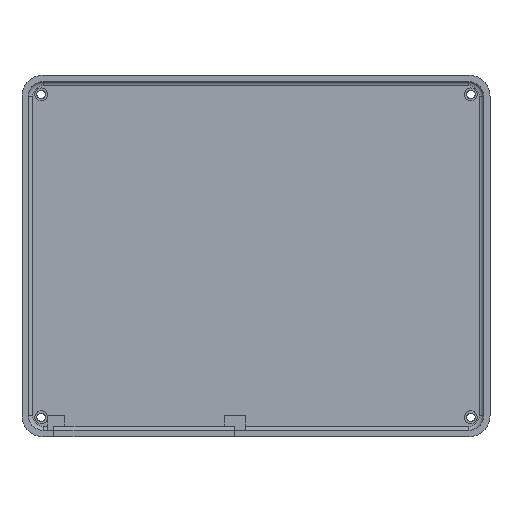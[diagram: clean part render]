
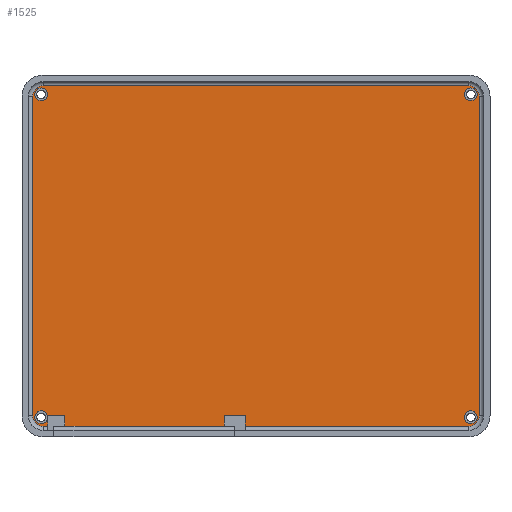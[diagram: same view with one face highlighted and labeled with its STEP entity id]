
A CAD part, front view. The second image highlights one B-rep face of the part: STEP entity #1525.
In plain terms, the highlighted planar face has unit normal (0, -1, 0).
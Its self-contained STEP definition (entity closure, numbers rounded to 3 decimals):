
#34=FACE_BOUND('',#185,.T.);
#35=FACE_BOUND('',#186,.T.);
#36=FACE_BOUND('',#187,.T.);
#37=FACE_BOUND('',#188,.T.);
#86=FACE_OUTER_BOUND('',#184,.T.);
#184=EDGE_LOOP('',(#1084,#1085,#1086,#1087,#1088,#1089,#1090,#1091,#1092,
#1093,#1094,#1095,#1096,#1097,#1098,#1099));
#185=EDGE_LOOP('',(#1100));
#186=EDGE_LOOP('',(#1101));
#187=EDGE_LOOP('',(#1102));
#188=EDGE_LOOP('',(#1103));
#273=LINE('',#2233,#432);
#274=LINE('',#2239,#433);
#277=LINE('',#2247,#436);
#278=LINE('',#2253,#437);
#281=LINE('',#2260,#440);
#283=LINE('',#2263,#442);
#295=LINE('',#2286,#454);
#317=LINE('',#2346,#476);
#318=LINE('',#2350,#477);
#319=LINE('',#2354,#478);
#320=LINE('',#2357,#479);
#321=LINE('',#2358,#480);
#432=VECTOR('',#1774,10.);
#433=VECTOR('',#1779,10.);
#436=VECTOR('',#1786,10.);
#437=VECTOR('',#1791,10.);
#440=VECTOR('',#1798,10.);
#442=VECTOR('',#1802,10.);
#454=VECTOR('',#1822,10.);
#476=VECTOR('',#1868,10.);
#477=VECTOR('',#1871,10.);
#478=VECTOR('',#1874,10.);
#479=VECTOR('',#1877,10.);
#480=VECTOR('',#1878,10.);
#600=CIRCLE('',#1641,3.);
#601=CIRCLE('',#1644,5.);
#602=CIRCLE('',#1645,5.);
#603=CIRCLE('',#1646,5.);
#604=CIRCLE('',#1647,5.);
#605=CIRCLE('',#1648,3.);
#606=CIRCLE('',#1649,3.);
#607=CIRCLE('',#1650,3.);
#653=VERTEX_POINT('',#2229);
#654=VERTEX_POINT('',#2231);
#655=VERTEX_POINT('',#2235);
#657=VERTEX_POINT('',#2238);
#659=VERTEX_POINT('',#2243);
#660=VERTEX_POINT('',#2245);
#661=VERTEX_POINT('',#2249);
#663=VERTEX_POINT('',#2252);
#665=VERTEX_POINT('',#2258);
#696=VERTEX_POINT('',#2338);
#697=VERTEX_POINT('',#2343);
#698=VERTEX_POINT('',#2345);
#699=VERTEX_POINT('',#2347);
#700=VERTEX_POINT('',#2349);
#701=VERTEX_POINT('',#2351);
#702=VERTEX_POINT('',#2353);
#703=VERTEX_POINT('',#2355);
#704=VERTEX_POINT('',#2359);
#705=VERTEX_POINT('',#2361);
#706=VERTEX_POINT('',#2363);
#794=EDGE_CURVE('',#654,#653,#273,.T.);
#796=EDGE_CURVE('',#655,#657,#274,.T.);
#800=EDGE_CURVE('',#660,#659,#277,.T.);
#802=EDGE_CURVE('',#661,#663,#278,.T.);
#806=EDGE_CURVE('',#665,#661,#281,.T.);
#808=EDGE_CURVE('',#659,#655,#283,.T.);
#820=EDGE_CURVE('',#663,#660,#295,.T.);
#847=EDGE_CURVE('',#696,#696,#600,.T.);
#848=EDGE_CURVE('',#697,#665,#601,.T.);
#849=EDGE_CURVE('',#698,#697,#317,.T.);
#850=EDGE_CURVE('',#699,#698,#602,.T.);
#851=EDGE_CURVE('',#700,#699,#318,.T.);
#852=EDGE_CURVE('',#701,#700,#603,.T.);
#853=EDGE_CURVE('',#702,#701,#319,.T.);
#854=EDGE_CURVE('',#703,#702,#604,.T.);
#855=EDGE_CURVE('',#653,#703,#320,.T.);
#856=EDGE_CURVE('',#657,#654,#321,.T.);
#857=EDGE_CURVE('',#704,#704,#605,.T.);
#858=EDGE_CURVE('',#705,#705,#606,.T.);
#859=EDGE_CURVE('',#706,#706,#607,.T.);
#1084=ORIENTED_EDGE('',*,*,#808,.F.);
#1085=ORIENTED_EDGE('',*,*,#800,.F.);
#1086=ORIENTED_EDGE('',*,*,#820,.F.);
#1087=ORIENTED_EDGE('',*,*,#802,.F.);
#1088=ORIENTED_EDGE('',*,*,#806,.F.);
#1089=ORIENTED_EDGE('',*,*,#848,.F.);
#1090=ORIENTED_EDGE('',*,*,#849,.F.);
#1091=ORIENTED_EDGE('',*,*,#850,.F.);
#1092=ORIENTED_EDGE('',*,*,#851,.F.);
#1093=ORIENTED_EDGE('',*,*,#852,.F.);
#1094=ORIENTED_EDGE('',*,*,#853,.F.);
#1095=ORIENTED_EDGE('',*,*,#854,.F.);
#1096=ORIENTED_EDGE('',*,*,#855,.F.);
#1097=ORIENTED_EDGE('',*,*,#794,.F.);
#1098=ORIENTED_EDGE('',*,*,#856,.F.);
#1099=ORIENTED_EDGE('',*,*,#796,.F.);
#1100=ORIENTED_EDGE('',*,*,#857,.T.);
#1101=ORIENTED_EDGE('',*,*,#858,.T.);
#1102=ORIENTED_EDGE('',*,*,#859,.T.);
#1103=ORIENTED_EDGE('',*,*,#847,.T.);
#1465=PLANE('',#1643);
#1525=ADVANCED_FACE('',(#86,#34,#35,#36,#37),#1465,.F.);
#1641=AXIS2_PLACEMENT_3D('',#2340,#1860,#1861);
#1643=AXIS2_PLACEMENT_3D('',#2342,#1864,#1865);
#1644=AXIS2_PLACEMENT_3D('',#2344,#1866,#1867);
#1645=AXIS2_PLACEMENT_3D('',#2348,#1869,#1870);
#1646=AXIS2_PLACEMENT_3D('',#2352,#1872,#1873);
#1647=AXIS2_PLACEMENT_3D('',#2356,#1875,#1876);
#1648=AXIS2_PLACEMENT_3D('',#2360,#1879,#1880);
#1649=AXIS2_PLACEMENT_3D('',#2362,#1881,#1882);
#1650=AXIS2_PLACEMENT_3D('',#2364,#1883,#1884);
#1774=DIRECTION('',(0.,0.,1.));
#1779=DIRECTION('',(0.,0.,-1.));
#1786=DIRECTION('',(0.,0.,1.));
#1791=DIRECTION('',(0.,0.,-1.));
#1798=DIRECTION('',(-1.,0.,0.));
#1802=DIRECTION('',(-1.,0.,0.));
#1822=DIRECTION('',(-1.,0.,0.));
#1860=DIRECTION('center_axis',(0.,1.,0.));
#1861=DIRECTION('ref_axis',(1.,0.,0.));
#1864=DIRECTION('center_axis',(0.,1.,0.));
#1865=DIRECTION('ref_axis',(-1.,0.,0.));
#1866=DIRECTION('center_axis',(0.,1.,0.));
#1867=DIRECTION('ref_axis',(0.707,0.,-0.707));
#1868=DIRECTION('',(0.,0.,-1.));
#1869=DIRECTION('center_axis',(0.,1.,0.));
#1870=DIRECTION('ref_axis',(0.707,0.,0.707));
#1871=DIRECTION('',(1.,0.,0.));
#1872=DIRECTION('center_axis',(0.,1.,0.));
#1873=DIRECTION('ref_axis',(-0.707,0.,0.707));
#1874=DIRECTION('',(0.,0.,1.));
#1875=DIRECTION('center_axis',(0.,1.,0.));
#1876=DIRECTION('ref_axis',(-0.707,0.,-0.707));
#1877=DIRECTION('',(-1.,0.,0.));
#1878=DIRECTION('',(-1.,0.,0.));
#1879=DIRECTION('center_axis',(0.,1.,0.));
#1880=DIRECTION('ref_axis',(1.,0.,0.));
#1881=DIRECTION('center_axis',(0.,1.,0.));
#1882=DIRECTION('ref_axis',(1.,0.,0.));
#1883=DIRECTION('center_axis',(0.,1.,0.));
#1884=DIRECTION('ref_axis',(1.,0.,0.));
#2229=CARTESIAN_POINT('',(-98.,20.,-80.));
#2231=CARTESIAN_POINT('',(-98.,20.,-82.));
#2233=CARTESIAN_POINT('',(-98.,20.,-80.25));
#2235=CARTESIAN_POINT('',(-95.,20.,-80.));
#2238=CARTESIAN_POINT('',(-95.,20.,-82.));
#2239=CARTESIAN_POINT('',(-95.,20.,-79.25));
#2243=CARTESIAN_POINT('',(-10.,20.,-80.));
#2245=CARTESIAN_POINT('',(-10.,20.,-82.));
#2247=CARTESIAN_POINT('',(-10.,20.,-80.25));
#2249=CARTESIAN_POINT('',(-5.,20.,-80.));
#2252=CARTESIAN_POINT('',(-5.,20.,-82.));
#2253=CARTESIAN_POINT('',(-5.,20.,-76.75));
#2258=CARTESIAN_POINT('',(100.,20.,-80.));
#2260=CARTESIAN_POINT('',(-50.,20.,-80.));
#2263=CARTESIAN_POINT('',(-50.,20.,-80.));
#2286=CARTESIAN_POINT('',(-28.25,20.,-82.));
#2338=CARTESIAN_POINT('',(98.,20.,76.));
#2340=CARTESIAN_POINT('Origin',(101.,20.,76.));
#2342=CARTESIAN_POINT('Origin',(0.,20.,0.));
#2343=CARTESIAN_POINT('',(105.,20.,-75.));
#2344=CARTESIAN_POINT('Origin',(100.,20.,-75.));
#2345=CARTESIAN_POINT('',(105.,20.,75.));
#2346=CARTESIAN_POINT('',(105.,20.,-37.5));
#2347=CARTESIAN_POINT('',(100.,20.,80.));
#2348=CARTESIAN_POINT('Origin',(100.,20.,75.));
#2349=CARTESIAN_POINT('',(-100.,20.,80.));
#2350=CARTESIAN_POINT('',(50.,20.,80.));
#2351=CARTESIAN_POINT('',(-105.,20.,75.));
#2352=CARTESIAN_POINT('Origin',(-100.,20.,75.));
#2353=CARTESIAN_POINT('',(-105.,20.,-75.));
#2354=CARTESIAN_POINT('',(-105.,20.,37.5));
#2355=CARTESIAN_POINT('',(-100.,20.,-80.));
#2356=CARTESIAN_POINT('Origin',(-100.,20.,-75.));
#2357=CARTESIAN_POINT('',(-50.,20.,-80.));
#2358=CARTESIAN_POINT('',(-73.25,20.,-82.));
#2359=CARTESIAN_POINT('',(-104.,20.,-75.811));
#2360=CARTESIAN_POINT('Origin',(-101.,20.,-75.811));
#2361=CARTESIAN_POINT('',(98.,20.,-75.811));
#2362=CARTESIAN_POINT('Origin',(101.,20.,-75.811));
#2363=CARTESIAN_POINT('',(-104.,20.,76.));
#2364=CARTESIAN_POINT('Origin',(-101.,20.,76.));
